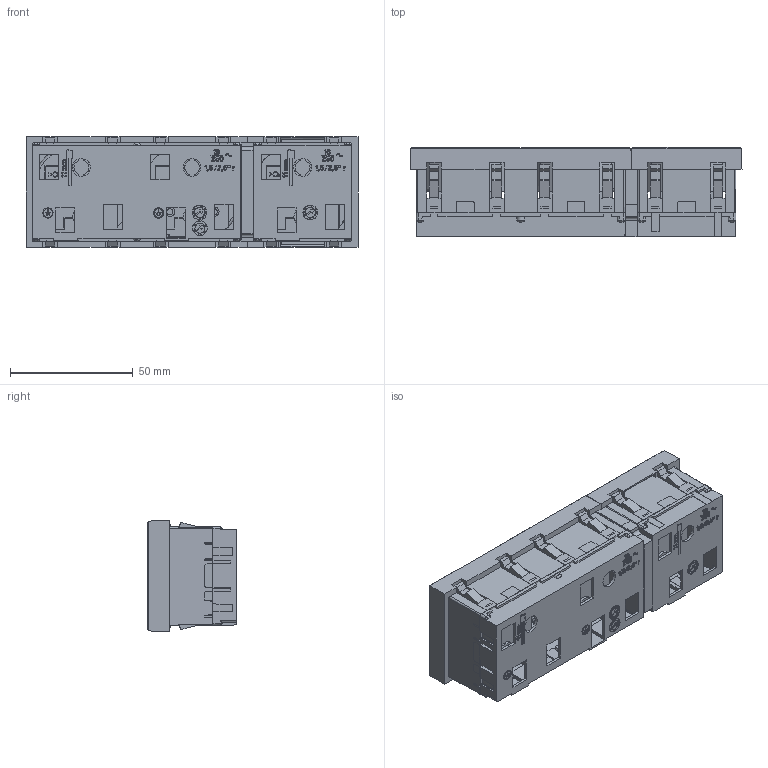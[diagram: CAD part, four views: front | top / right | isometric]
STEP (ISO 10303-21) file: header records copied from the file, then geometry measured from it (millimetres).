
FILE_DESCRIPTION((''),'2;1');
FILE_NAME('6120200_ASM','2015-07-10T',('AndreasKeweloh'),(''),'CREO PARAMETRIC BY PTC INC, 2015080','CREO PARAMETRIC BY PTC INC, 2015080','');
FILE_SCHEMA(('CONFIG_CONTROL_DESIGN'));
Products named in the file (10): 044050; 044034; 077658_ASM; 044036; 060440; 044037; 044035; 077659_ASM; 044025; 6120200_ASM
Assembly tree (13 placements, depth 3):
  6120200_ASM
    077658_ASM
      044050
      044034
    044036
    060440
    044037
    077659_ASM
      044050  x2
      044035
    044025  x3
Bounding box: 135 x 36.45 x 45 mm (x, y, z)
Volume: 57479.5 mm3; surface area: 73576.3 mm2
Topology: 11 solids, 11 shells, 3503 faces, 9747 edges, 6390 vertices
Faces by surface type: plane 2829, cylinder 242, extrusion 229, cone 145, torus 28, sphere 21, bspline 9
Entity records: 120456 total; most frequent: CARTESIAN_POINT 32787, ORIENTED_EDGE 19198, DIRECTION 16050, EDGE_CURVE 9599, VECTOR 8514, LINE 8285, VERTEX_POINT 6306, AXIS2_PLACEMENT_3D 3768
